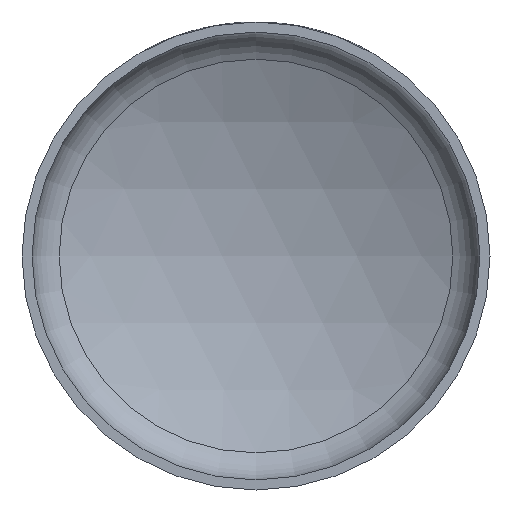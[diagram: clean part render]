
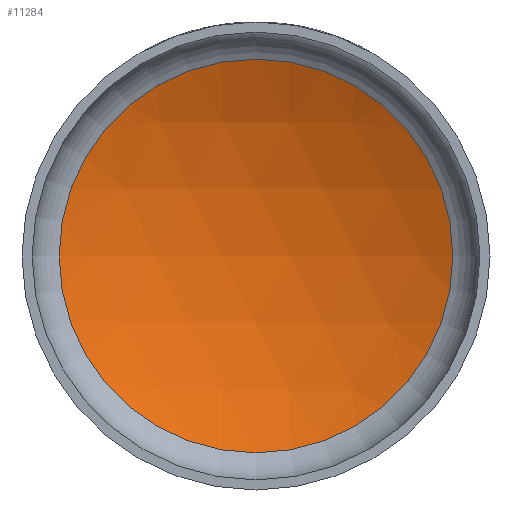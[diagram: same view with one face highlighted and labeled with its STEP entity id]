
A CAD part, front view. The second image highlights one B-rep face of the part: STEP entity #11284.
In plain terms, the highlighted spherical face has radius 139.7 mm.
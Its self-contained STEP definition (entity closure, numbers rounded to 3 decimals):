
#489 = DIRECTION ( 'NONE',  ( 0., 0., -1. ) ) ;
#3455 = AXIS2_PLACEMENT_3D ( 'NONE', #25053, #12675, #489 ) ;
#6825 = VERTEX_POINT ( 'NONE', #12578 ) ;
#8387 = EDGE_LOOP ( 'NONE', ( #10486 ) ) ;
#9130 = DIRECTION ( 'NONE',  ( 0., 0., 1. ) ) ;
#9838 = SPHERICAL_SURFACE ( 'NONE', #25240, 139.7 ) ;
#10486 = ORIENTED_EDGE ( 'NONE', *, *, #14370, .T. ) ;
#11284 = ADVANCED_FACE ( 'NONE', ( #14002 ), #9838, .F. ) ;
#12578 = CARTESIAN_POINT ( 'NONE',  ( 0., 22.674, -58.756 ) ) ;
#12675 = DIRECTION ( 'NONE',  ( 0., -1., 0. ) ) ;
#14002 = FACE_OUTER_BOUND ( 'NONE', #8387, .T. ) ;
#14370 = EDGE_CURVE ( 'NONE', #6825, #6825, #18123, .T. ) ;
#18123 = CIRCLE ( 'NONE', #3455, 58.756 ) ;
#20902 = CARTESIAN_POINT ( 'NONE',  ( 0., -104.069, 0. ) ) ;
#25053 = CARTESIAN_POINT ( 'NONE',  ( 0., 22.674, 0. ) ) ;
#25240 = AXIS2_PLACEMENT_3D ( 'NONE', #20902, #9130, #25776 ) ;
#25776 = DIRECTION ( 'NONE',  ( 1., 0., 0. ) ) ;
